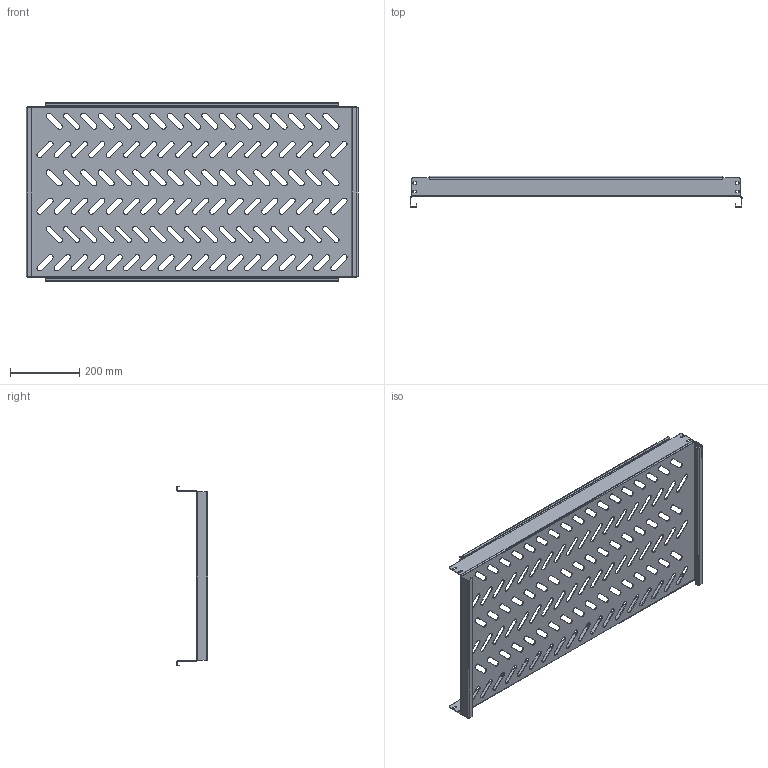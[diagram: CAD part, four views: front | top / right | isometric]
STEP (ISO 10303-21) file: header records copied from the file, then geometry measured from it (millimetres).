
FILE_DESCRIPTION (( 'STEP AP214' ), '1' );
FILE_NAME ('945.360.STEP', '2024-09-25T11:49:35', ( '' ), ( '' ), 'SwSTEP 2.0', 'SolidWorks 2021', '' );
FILE_SCHEMA (( 'AUTOMOTIVE_DESIGN' ));
Length unit declared in the file: millimetre
Products named in the file (1): 945.360
Bounding box: 960 x 90 x 520 mm (x, y, z)
Volume: 1144567.1 mm3; surface area: 1180668.1 mm2
Topology: 1 solids, 1 shells, 687 faces, 1967 edges, 1282 vertices
Faces by surface type: cylinder 375, plane 304, bspline 8
Entity records: 23469 total; most frequent: CARTESIAN_POINT 4437, DIRECTION 4037, ORIENTED_EDGE 3934, EDGE_CURVE 1967, AXIS2_PLACEMENT_3D 1430, VERTEX_POINT 1282, VECTOR 1177, LINE 1177
